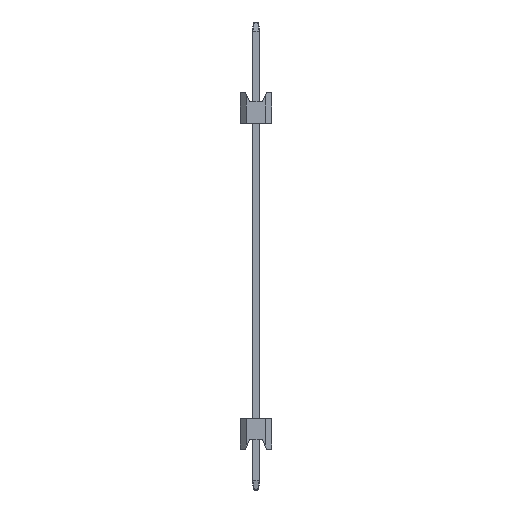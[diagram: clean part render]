
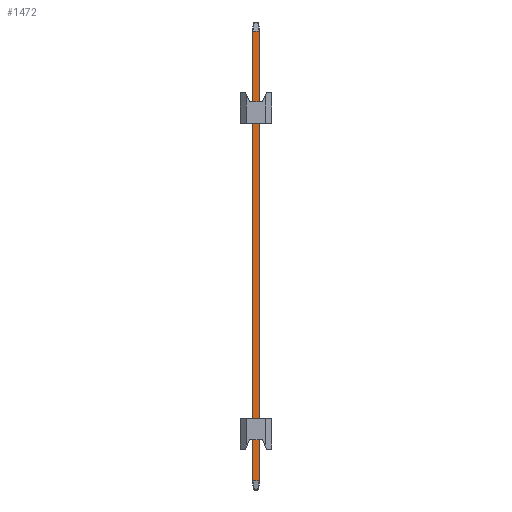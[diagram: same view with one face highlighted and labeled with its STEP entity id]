
A CAD part, left-side view. The second image highlights one B-rep face of the part: STEP entity #1472.
In plain terms, the highlighted planar face has unit normal (-1, 0, 0).
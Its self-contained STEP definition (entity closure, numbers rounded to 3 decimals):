
#402=FACE_OUTER_BOUND('',#466,.T.);
#466=EDGE_LOOP('',(#1211,#1212,#1213,#1214,#1215,#1216,#1217,#1218));
#517=LINE('',#2226,#673);
#526=LINE('',#2244,#682);
#556=LINE('',#2299,#712);
#569=LINE('',#2326,#725);
#572=LINE('',#2332,#728);
#575=LINE('',#2338,#731);
#591=LINE('',#2365,#747);
#592=LINE('',#2367,#748);
#673=VECTOR('',#1752,10.);
#682=VECTOR('',#1765,10.);
#712=VECTOR('',#1815,10.);
#725=VECTOR('',#1836,10.);
#728=VECTOR('',#1841,10.);
#731=VECTOR('',#1846,10.);
#747=VECTOR('',#1880,10.);
#748=VECTOR('',#1883,10.);
#827=VERTEX_POINT('',#2224);
#828=VERTEX_POINT('',#2225);
#835=VERTEX_POINT('',#2242);
#849=VERTEX_POINT('',#2294);
#857=VERTEX_POINT('',#2318);
#860=VERTEX_POINT('',#2324);
#862=VERTEX_POINT('',#2330);
#864=VERTEX_POINT('',#2336);
#925=EDGE_CURVE('',#827,#828,#517,.T.);
#934=EDGE_CURVE('',#835,#827,#526,.T.);
#964=EDGE_CURVE('',#828,#849,#556,.T.);
#977=EDGE_CURVE('',#860,#857,#569,.T.);
#980=EDGE_CURVE('',#862,#860,#572,.T.);
#983=EDGE_CURVE('',#864,#862,#575,.T.);
#999=EDGE_CURVE('',#857,#835,#591,.T.);
#1000=EDGE_CURVE('',#849,#864,#592,.T.);
#1211=ORIENTED_EDGE('',*,*,#964,.F.);
#1212=ORIENTED_EDGE('',*,*,#925,.F.);
#1213=ORIENTED_EDGE('',*,*,#934,.F.);
#1214=ORIENTED_EDGE('',*,*,#999,.F.);
#1215=ORIENTED_EDGE('',*,*,#977,.F.);
#1216=ORIENTED_EDGE('',*,*,#980,.F.);
#1217=ORIENTED_EDGE('',*,*,#983,.F.);
#1218=ORIENTED_EDGE('',*,*,#1000,.F.);
#1408=PLANE('',#1599);
#1472=ADVANCED_FACE('',(#402),#1408,.T.);
#1599=AXIS2_PLACEMENT_3D('',#2366,#1881,#1882);
#1752=DIRECTION('',(0.,0.,-1.));
#1765=DIRECTION('',(0.,-0.371,-0.928));
#1815=DIRECTION('',(0.,0.371,-0.928));
#1836=DIRECTION('',(0.,-0.371,0.928));
#1841=DIRECTION('',(0.,0.,1.));
#1846=DIRECTION('',(0.,0.371,0.928));
#1880=DIRECTION('',(0.,-1.,0.));
#1881=DIRECTION('center_axis',(-1.,0.,0.));
#1882=DIRECTION('ref_axis',(0.,-1.,0.));
#1883=DIRECTION('',(0.,1.,0.));
#2224=CARTESIAN_POINT('',(-0.32,-0.27,33.748));
#2225=CARTESIAN_POINT('',(-0.32,-0.27,-2.548));
#2226=CARTESIAN_POINT('',(-0.32,-0.27,0.));
#2242=CARTESIAN_POINT('',(-0.32,-0.269,33.75));
#2244=CARTESIAN_POINT('',(-0.32,-5.973,19.491));
#2294=CARTESIAN_POINT('',(-0.32,-0.269,-2.55));
#2299=CARTESIAN_POINT('',(-0.32,-0.593,-1.739));
#2318=CARTESIAN_POINT('',(-0.32,0.269,33.75));
#2324=CARTESIAN_POINT('',(-0.32,0.27,33.748));
#2326=CARTESIAN_POINT('',(-0.32,6.017,19.381));
#2330=CARTESIAN_POINT('',(-0.32,0.27,-2.548));
#2332=CARTESIAN_POINT('',(-0.32,0.27,0.));
#2336=CARTESIAN_POINT('',(-0.32,0.269,-2.55));
#2338=CARTESIAN_POINT('',(-0.32,0.637,-1.629));
#2365=CARTESIAN_POINT('',(-0.32,0.16,33.75));
#2366=CARTESIAN_POINT('Origin',(-0.32,0.32,0.));
#2367=CARTESIAN_POINT('',(-0.32,0.16,-2.55));
